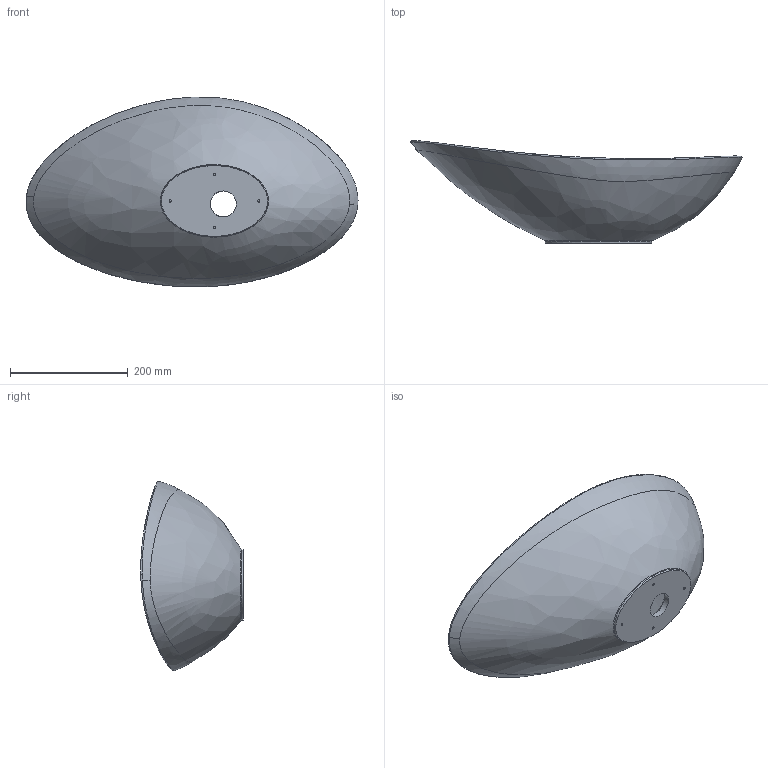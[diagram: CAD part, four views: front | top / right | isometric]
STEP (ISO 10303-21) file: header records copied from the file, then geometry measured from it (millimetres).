
FILE_DESCRIPTION (( 'STEP AP203' ), '1' );
FILE_NAME ('6229690600.STEP', '2020-12-15T12:14:00', ( '' ), ( '' ), 'SwSTEP 2.0', 'SolidWorks 2019', '' );
FILE_SCHEMA (( 'CONFIG_CONTROL_DESIGN' ));
Length unit declared in the file: millimetre
Products named in the file (1): 6229690600
Bounding box: 563.58 x 174.04 x 322.47 mm (x, y, z)
Volume: 3298885 mm3; surface area: 398920.5 mm2
Topology: 1 solids, 1 shells, 33 faces, 77 edges, 51 vertices
Faces by surface type: bspline 18, cylinder 10, plane 5
Entity records: 10631 total; most frequent: CARTESIAN_POINT 9907, ORIENTED_EDGE 154, DIRECTION 94, EDGE_CURVE 77, VERTEX_POINT 51, AXIS2_PLACEMENT_3D 42, B_SPLINE_CURVE_WITH_KNOTS 41, EDGE_LOOP 40
